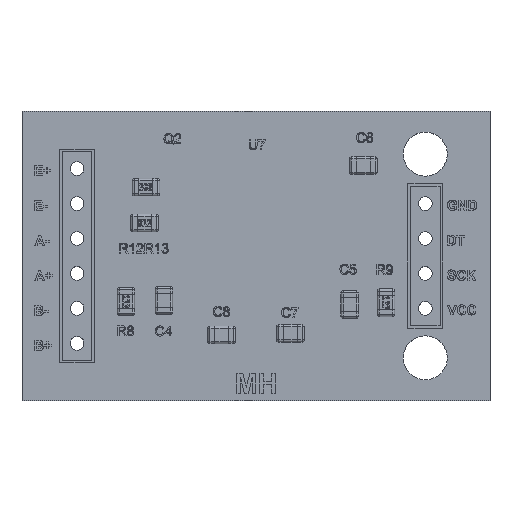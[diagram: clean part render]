
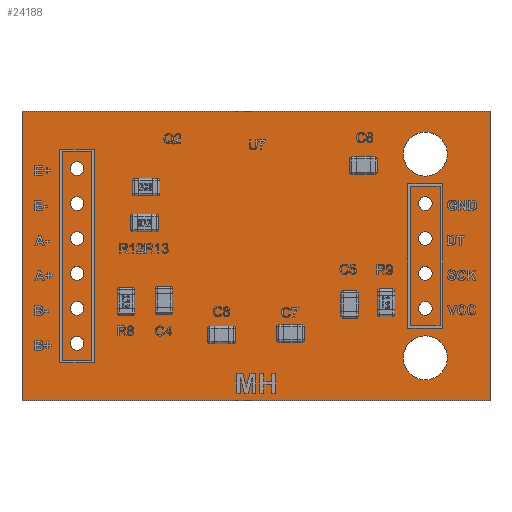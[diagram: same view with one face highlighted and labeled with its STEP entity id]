
A CAD part, top view. The second image highlights one B-rep face of the part: STEP entity #24188.
In plain terms, the highlighted planar face has unit normal (0, 0, 1).
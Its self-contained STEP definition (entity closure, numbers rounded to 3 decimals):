
#1121=CIRCLE('',#26012,0.5);
#1123=CIRCLE('',#26015,0.5);
#1125=CIRCLE('',#26018,0.5);
#1127=CIRCLE('',#26021,0.5);
#1129=CIRCLE('',#26024,0.5);
#1131=CIRCLE('',#26027,0.5);
#1133=CIRCLE('',#26030,1.6);
#1135=CIRCLE('',#26033,0.5);
#1137=CIRCLE('',#26036,0.5);
#1139=CIRCLE('',#26039,0.5);
#1141=CIRCLE('',#26042,1.6);
#1143=CIRCLE('',#26045,0.5);
#1257=FACE_BOUND('',#4480,.T.);
#1258=FACE_BOUND('',#4481,.T.);
#1259=FACE_BOUND('',#4482,.T.);
#1260=FACE_BOUND('',#4483,.T.);
#1261=FACE_BOUND('',#4484,.T.);
#1262=FACE_BOUND('',#4485,.T.);
#1263=FACE_BOUND('',#4486,.T.);
#1264=FACE_BOUND('',#4487,.T.);
#1265=FACE_BOUND('',#4488,.T.);
#1266=FACE_BOUND('',#4489,.T.);
#1267=FACE_BOUND('',#4490,.T.);
#1268=FACE_BOUND('',#4491,.T.);
#3073=FACE_OUTER_BOUND('',#4479,.T.);
#4479=EDGE_LOOP('',(#17579,#17580,#17581,#17582));
#4480=EDGE_LOOP('',(#17583));
#4481=EDGE_LOOP('',(#17584));
#4482=EDGE_LOOP('',(#17585));
#4483=EDGE_LOOP('',(#17586));
#4484=EDGE_LOOP('',(#17587));
#4485=EDGE_LOOP('',(#17588));
#4486=EDGE_LOOP('',(#17589));
#4487=EDGE_LOOP('',(#17590));
#4488=EDGE_LOOP('',(#17591));
#4489=EDGE_LOOP('',(#17592));
#4490=EDGE_LOOP('',(#17593));
#4491=EDGE_LOOP('',(#17594));
#6067=LINE('',#36524,#8157);
#6070=LINE('',#36530,#8160);
#6073=LINE('',#36536,#8163);
#6076=LINE('',#36540,#8166);
#8157=VECTOR('',#27984,10.);
#8160=VECTOR('',#27989,10.);
#8163=VECTOR('',#27994,10.);
#8166=VECTOR('',#27999,10.);
#10285=VERTEX_POINT('',#36446);
#10287=VERTEX_POINT('',#36452);
#10289=VERTEX_POINT('',#36458);
#10291=VERTEX_POINT('',#36464);
#10293=VERTEX_POINT('',#36470);
#10295=VERTEX_POINT('',#36476);
#10297=VERTEX_POINT('',#36482);
#10299=VERTEX_POINT('',#36488);
#10301=VERTEX_POINT('',#36494);
#10303=VERTEX_POINT('',#36500);
#10305=VERTEX_POINT('',#36506);
#10307=VERTEX_POINT('',#36512);
#10311=VERTEX_POINT('',#36521);
#10312=VERTEX_POINT('',#36523);
#10314=VERTEX_POINT('',#36529);
#10316=VERTEX_POINT('',#36535);
#13009=EDGE_CURVE('',#10285,#10285,#1121,.T.);
#13012=EDGE_CURVE('',#10287,#10287,#1123,.T.);
#13015=EDGE_CURVE('',#10289,#10289,#1125,.T.);
#13018=EDGE_CURVE('',#10291,#10291,#1127,.T.);
#13021=EDGE_CURVE('',#10293,#10293,#1129,.T.);
#13024=EDGE_CURVE('',#10295,#10295,#1131,.T.);
#13027=EDGE_CURVE('',#10297,#10297,#1133,.T.);
#13030=EDGE_CURVE('',#10299,#10299,#1135,.T.);
#13033=EDGE_CURVE('',#10301,#10301,#1137,.T.);
#13036=EDGE_CURVE('',#10303,#10303,#1139,.T.);
#13039=EDGE_CURVE('',#10305,#10305,#1141,.T.);
#13042=EDGE_CURVE('',#10307,#10307,#1143,.T.);
#13047=EDGE_CURVE('',#10312,#10311,#6067,.T.);
#13050=EDGE_CURVE('',#10314,#10312,#6070,.T.);
#13053=EDGE_CURVE('',#10316,#10314,#6073,.T.);
#13056=EDGE_CURVE('',#10311,#10316,#6076,.T.);
#17579=ORIENTED_EDGE('',*,*,#13056,.T.);
#17580=ORIENTED_EDGE('',*,*,#13053,.T.);
#17581=ORIENTED_EDGE('',*,*,#13050,.T.);
#17582=ORIENTED_EDGE('',*,*,#13047,.T.);
#17583=ORIENTED_EDGE('',*,*,#13042,.T.);
#17584=ORIENTED_EDGE('',*,*,#13039,.T.);
#17585=ORIENTED_EDGE('',*,*,#13036,.T.);
#17586=ORIENTED_EDGE('',*,*,#13033,.T.);
#17587=ORIENTED_EDGE('',*,*,#13030,.T.);
#17588=ORIENTED_EDGE('',*,*,#13027,.T.);
#17589=ORIENTED_EDGE('',*,*,#13024,.T.);
#17590=ORIENTED_EDGE('',*,*,#13021,.T.);
#17591=ORIENTED_EDGE('',*,*,#13018,.T.);
#17592=ORIENTED_EDGE('',*,*,#13015,.T.);
#17593=ORIENTED_EDGE('',*,*,#13012,.T.);
#17594=ORIENTED_EDGE('',*,*,#13009,.T.);
#23297=PLANE('',#26051);
#24188=ADVANCED_FACE('',(#3073,#1257,#1258,#1259,#1260,#1261,#1262,#1263,
#1264,#1265,#1266,#1267,#1268),#23297,.T.);
#26012=AXIS2_PLACEMENT_3D('',#36447,#27898,#27899);
#26015=AXIS2_PLACEMENT_3D('',#36453,#27905,#27906);
#26018=AXIS2_PLACEMENT_3D('',#36459,#27912,#27913);
#26021=AXIS2_PLACEMENT_3D('',#36465,#27919,#27920);
#26024=AXIS2_PLACEMENT_3D('',#36471,#27926,#27927);
#26027=AXIS2_PLACEMENT_3D('',#36477,#27933,#27934);
#26030=AXIS2_PLACEMENT_3D('',#36483,#27940,#27941);
#26033=AXIS2_PLACEMENT_3D('',#36489,#27947,#27948);
#26036=AXIS2_PLACEMENT_3D('',#36495,#27954,#27955);
#26039=AXIS2_PLACEMENT_3D('',#36501,#27961,#27962);
#26042=AXIS2_PLACEMENT_3D('',#36507,#27968,#27969);
#26045=AXIS2_PLACEMENT_3D('',#36513,#27975,#27976);
#26051=AXIS2_PLACEMENT_3D('',#36541,#28000,#28001);
#27898=DIRECTION('center_axis',(0.,0.,-1.));
#27899=DIRECTION('ref_axis',(1.,0.,0.));
#27905=DIRECTION('center_axis',(0.,0.,-1.));
#27906=DIRECTION('ref_axis',(1.,0.,0.));
#27912=DIRECTION('center_axis',(0.,0.,-1.));
#27913=DIRECTION('ref_axis',(1.,0.,0.));
#27919=DIRECTION('center_axis',(0.,0.,-1.));
#27920=DIRECTION('ref_axis',(1.,0.,0.));
#27926=DIRECTION('center_axis',(0.,0.,-1.));
#27927=DIRECTION('ref_axis',(1.,0.,0.));
#27933=DIRECTION('center_axis',(0.,0.,-1.));
#27934=DIRECTION('ref_axis',(1.,0.,0.));
#27940=DIRECTION('center_axis',(0.,0.,-1.));
#27941=DIRECTION('ref_axis',(1.,0.,0.));
#27947=DIRECTION('center_axis',(0.,0.,-1.));
#27948=DIRECTION('ref_axis',(1.,0.,0.));
#27954=DIRECTION('center_axis',(0.,0.,-1.));
#27955=DIRECTION('ref_axis',(1.,0.,0.));
#27961=DIRECTION('center_axis',(0.,0.,-1.));
#27962=DIRECTION('ref_axis',(1.,0.,0.));
#27968=DIRECTION('center_axis',(0.,0.,-1.));
#27969=DIRECTION('ref_axis',(1.,0.,0.));
#27975=DIRECTION('center_axis',(0.,0.,-1.));
#27976=DIRECTION('ref_axis',(1.,0.,0.));
#27984=DIRECTION('',(-1.,0.,0.));
#27989=DIRECTION('',(0.,1.,0.));
#27994=DIRECTION('',(1.,0.,0.));
#27999=DIRECTION('',(0.,-1.,0.));
#28000=DIRECTION('center_axis',(0.,0.,1.));
#28001=DIRECTION('ref_axis',(1.,0.,0.));
#36446=CARTESIAN_POINT('',(-13.5,6.35,1.6));
#36447=CARTESIAN_POINT('Origin',(-13.,6.35,1.6));
#36452=CARTESIAN_POINT('',(11.8,3.81,1.6));
#36453=CARTESIAN_POINT('Origin',(12.3,3.81,1.6));
#36458=CARTESIAN_POINT('',(11.8,1.27,1.6));
#36459=CARTESIAN_POINT('Origin',(12.3,1.27,1.6));
#36464=CARTESIAN_POINT('',(-13.5,-6.35,1.6));
#36465=CARTESIAN_POINT('Origin',(-13.,-6.35,1.6));
#36470=CARTESIAN_POINT('',(-13.5,1.27,1.6));
#36471=CARTESIAN_POINT('Origin',(-13.,1.27,1.6));
#36476=CARTESIAN_POINT('',(11.8,-1.27,1.6));
#36477=CARTESIAN_POINT('Origin',(12.3,-1.27,1.6));
#36482=CARTESIAN_POINT('',(10.7,-7.4,1.6));
#36483=CARTESIAN_POINT('Origin',(12.3,-7.4,1.6));
#36488=CARTESIAN_POINT('',(11.8,-3.81,1.6));
#36489=CARTESIAN_POINT('Origin',(12.3,-3.81,1.6));
#36494=CARTESIAN_POINT('',(-13.5,-3.81,1.6));
#36495=CARTESIAN_POINT('Origin',(-13.,-3.81,1.6));
#36500=CARTESIAN_POINT('',(-13.5,3.81,1.6));
#36501=CARTESIAN_POINT('Origin',(-13.,3.81,1.6));
#36506=CARTESIAN_POINT('',(10.7,7.4,1.6));
#36507=CARTESIAN_POINT('Origin',(12.3,7.4,1.6));
#36512=CARTESIAN_POINT('',(-13.5,-1.27,1.6));
#36513=CARTESIAN_POINT('Origin',(-13.,-1.27,1.6));
#36521=CARTESIAN_POINT('',(-17.,10.5,1.6));
#36523=CARTESIAN_POINT('',(17.,10.5,1.6));
#36524=CARTESIAN_POINT('',(17.,10.5,1.6));
#36529=CARTESIAN_POINT('',(17.,-10.5,1.6));
#36530=CARTESIAN_POINT('',(17.,-10.5,1.6));
#36535=CARTESIAN_POINT('',(-17.,-10.5,1.6));
#36536=CARTESIAN_POINT('',(-17.,-10.5,1.6));
#36540=CARTESIAN_POINT('',(-17.,10.5,1.6));
#36541=CARTESIAN_POINT('Origin',(0.,0.,
1.6));
